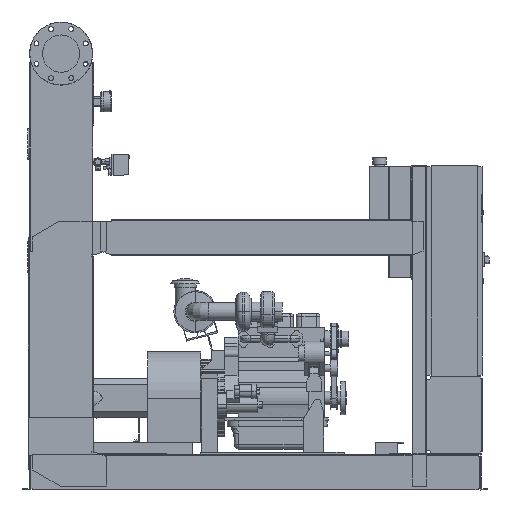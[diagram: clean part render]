
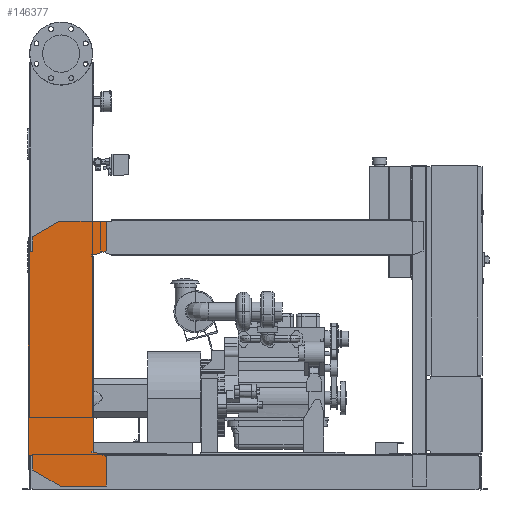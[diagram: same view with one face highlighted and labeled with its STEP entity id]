
A CAD part, front view. The second image highlights one B-rep face of the part: STEP entity #146377.
In plain terms, the highlighted free-form (B-spline) face has degree [1, 1] with [2, 2] control points.
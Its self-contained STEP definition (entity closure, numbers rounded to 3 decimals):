
#145862=CARTESIAN_POINT('',(-129.0,-463.5,1076.0));
#145863=VERTEX_POINT('',#145862);
#145870=CARTESIAN_POINT('',(-129.,-463.5,1142.986));
#145871=VERTEX_POINT('',#145870);
#145872=CARTESIAN_POINT('',(-129.0,-463.5,1076.0));
#145873=DIRECTION('',(0.0,0.0,1.0));
#145874=VECTOR('',#145873,66.986);
#145875=LINE('',#145872,#145874);
#145876=EDGE_CURVE('',#145863,#145871,#145875,.T.);
#145894=CARTESIAN_POINT('',(-6.0,-463.5,1214.0));
#145895=VERTEX_POINT('',#145894);
#145896=CARTESIAN_POINT('',(-129.,-463.5,1142.986));
#145897=DIRECTION('',(0.866,0.0,0.5));
#145898=VECTOR('',#145897,142.028);
#145899=LINE('',#145896,#145898);
#145900=EDGE_CURVE('',#145871,#145895,#145899,.T.);
#145918=CARTESIAN_POINT('',(204.,-463.5,1214.0));
#145919=VERTEX_POINT('',#145918);
#145920=CARTESIAN_POINT('',(-6.0,-463.5,1214.0));
#145921=DIRECTION('',(1.0,0.0,0.0));
#145922=VECTOR('',#145921,210.);
#145923=LINE('',#145920,#145922);
#145924=EDGE_CURVE('',#145895,#145919,#145923,.T.);
#145942=CARTESIAN_POINT('',(204.0,-463.5,1080.379));
#145943=VERTEX_POINT('',#145942);
#145944=CARTESIAN_POINT('',(204.,-463.5,1214.0));
#145945=DIRECTION('',(0.0,0.0,-1.0));
#145946=VECTOR('',#145945,133.621);
#145947=LINE('',#145944,#145946);
#145948=EDGE_CURVE('',#145919,#145943,#145947,.T.);
#145966=CARTESIAN_POINT('',(159.0,-463.5,1064.0));
#145967=VERTEX_POINT('',#145966);
#145968=CARTESIAN_POINT('',(204.0,-463.5,1080.379));
#145969=DIRECTION('',(-0.94,0.0,-0.342));
#145970=VECTOR('',#145969,47.888);
#145971=LINE('',#145968,#145970);
#145972=EDGE_CURVE('',#145943,#145967,#145971,.T.);
#145990=CARTESIAN_POINT('',(139.0,-463.5,1064.0));
#145991=VERTEX_POINT('',#145990);
#145992=CARTESIAN_POINT('',(159.0,-463.5,1064.0));
#145993=DIRECTION('',(-1.0,0.0,0.0));
#145994=VECTOR('',#145993,20.0);
#145995=LINE('',#145992,#145994);
#145996=EDGE_CURVE('',#145967,#145991,#145995,.T.);
#146014=CARTESIAN_POINT('',(139.0,-463.5,1056.0));
#146015=VERTEX_POINT('',#146014);
#146016=CARTESIAN_POINT('',(139.0,-463.5,1064.0));
#146017=DIRECTION('',(0.0,0.0,-1.0));
#146018=VECTOR('',#146017,8.0);
#146019=LINE('',#146016,#146018);
#146020=EDGE_CURVE('',#145991,#146015,#146019,.T.);
#146038=CARTESIAN_POINT('',(147.,-463.5,1056.0));
#146039=VERTEX_POINT('',#146038);
#146040=CARTESIAN_POINT('',(139.0,-463.5,1056.0));
#146041=DIRECTION('',(1.0,0.0,0.0));
#146042=VECTOR('',#146041,8.);
#146043=LINE('',#146040,#146042);
#146044=EDGE_CURVE('',#146015,#146039,#146043,.T.);
#146062=CARTESIAN_POINT('',(147.,-463.5,176.));
#146063=VERTEX_POINT('',#146062);
#146074=CARTESIAN_POINT('',(147.,-463.5,1056.0));
#146075=DIRECTION('',(0.0,0.0,-1.0));
#146076=VECTOR('',#146075,880.);
#146077=LINE('',#146074,#146076);
#146078=EDGE_CURVE('',#146039,#146063,#146077,.T.);
#146092=CARTESIAN_POINT('',(139.,-463.5,176.));
#146093=VERTEX_POINT('',#146092);
#146094=CARTESIAN_POINT('',(147.,-463.5,176.));
#146095=DIRECTION('',(-1.0,0.0,0.0));
#146096=VECTOR('',#146095,8.0);
#146097=LINE('',#146094,#146096);
#146098=EDGE_CURVE('',#146063,#146093,#146097,.T.);
#146116=CARTESIAN_POINT('',(139.,-463.5,168.));
#146117=VERTEX_POINT('',#146116);
#146118=CARTESIAN_POINT('',(139.,-463.5,176.));
#146119=DIRECTION('',(0.0,0.0,-1.0));
#146120=VECTOR('',#146119,8.0);
#146121=LINE('',#146118,#146120);
#146122=EDGE_CURVE('',#146093,#146117,#146121,.T.);
#146140=CARTESIAN_POINT('',(159.,-463.5,168.));
#146141=VERTEX_POINT('',#146140);
#146142=CARTESIAN_POINT('',(139.,-463.5,168.));
#146143=DIRECTION('',(1.0,0.0,0.0));
#146144=VECTOR('',#146143,20.0);
#146145=LINE('',#146142,#146144);
#146146=EDGE_CURVE('',#146117,#146141,#146145,.T.);
#146164=CARTESIAN_POINT('',(204.,-463.5,151.621));
#146165=VERTEX_POINT('',#146164);
#146166=CARTESIAN_POINT('',(159.,-463.5,168.));
#146167=DIRECTION('',(0.94,0.0,-0.342));
#146168=VECTOR('',#146167,47.888);
#146169=LINE('',#146166,#146168);
#146170=EDGE_CURVE('',#146141,#146165,#146169,.T.);
#146188=CARTESIAN_POINT('',(204.,-463.5,18.0));
#146189=VERTEX_POINT('',#146188);
#146190=CARTESIAN_POINT('',(204.,-463.5,151.621));
#146191=DIRECTION('',(0.0,0.0,-1.0));
#146192=VECTOR('',#146191,133.621);
#146193=LINE('',#146190,#146192);
#146194=EDGE_CURVE('',#146165,#146189,#146193,.T.);
#146212=CARTESIAN_POINT('',(-4.,-463.5,18.0));
#146213=VERTEX_POINT('',#146212);
#146214=CARTESIAN_POINT('',(204.,-463.5,18.0));
#146215=DIRECTION('',(-1.0,0.0,0.0));
#146216=VECTOR('',#146215,208.);
#146217=LINE('',#146214,#146216);
#146218=EDGE_CURVE('',#146189,#146213,#146217,.T.);
#146236=CARTESIAN_POINT('',(-129.,-463.5,90.169));
#146237=VERTEX_POINT('',#146236);
#146238=CARTESIAN_POINT('',(-4.,-463.5,18.0));
#146239=DIRECTION('',(-0.866,0.,0.5));
#146240=VECTOR('',#146239,144.338);
#146241=LINE('',#146238,#146240);
#146242=EDGE_CURVE('',#146213,#146237,#146241,.T.);
#146260=CARTESIAN_POINT('',(-129.,-463.5,156.0));
#146261=VERTEX_POINT('',#146260);
#146262=CARTESIAN_POINT('',(-129.,-463.5,90.169));
#146263=DIRECTION('',(0.0,0.0,1.0));
#146264=VECTOR('',#146263,65.831);
#146265=LINE('',#146262,#146264);
#146266=EDGE_CURVE('',#146237,#146261,#146265,.T.);
#146284=CARTESIAN_POINT('',(-149.,-463.5,156.0));
#146285=VERTEX_POINT('',#146284);
#146286=CARTESIAN_POINT('',(-129.,-463.5,156.0));
#146287=DIRECTION('',(-1.0,0.0,0.0));
#146288=VECTOR('',#146287,20.0);
#146289=LINE('',#146286,#146288);
#146290=EDGE_CURVE('',#146261,#146285,#146289,.T.);
#146308=CARTESIAN_POINT('',(-149.0,-463.5,1076.0));
#146309=VERTEX_POINT('',#146308);
#146322=CARTESIAN_POINT('',(-149.,-463.5,156.0));
#146323=DIRECTION('',(0.0,0.0,1.0));
#146324=VECTOR('',#146323,920.0);
#146325=LINE('',#146322,#146324);
#146326=EDGE_CURVE('',#146285,#146309,#146325,.T.);
#146340=CARTESIAN_POINT('',(-149.0,-463.5,1076.0));
#146341=DIRECTION('',(1.0,0.0,0.0));
#146342=VECTOR('',#146341,20.0);
#146343=LINE('',#146340,#146342);
#146344=EDGE_CURVE('',#146309,#145863,#146343,.T.);
#146350=CARTESIAN_POINT('',(-149.,-463.5,18.0));
#146351=CARTESIAN_POINT('',(204.,-463.5,18.0));
#146352=CARTESIAN_POINT('',(-149.,-463.5,1214.0));
#146353=CARTESIAN_POINT('',(204.,-463.5,1214.0));
#146354=B_SPLINE_SURFACE_WITH_KNOTS('',1,1,((#146350,#146352),(#146351,#146353)),.UNSPECIFIED.,.F.,.F.,.U.,(2,2),(2,2),(0.0,353.),(0.0,1196.0),.UNSPECIFIED.);
#146355=ORIENTED_EDGE('',*,*,#146344,.F.);
#146356=ORIENTED_EDGE('',*,*,#146326,.F.);
#146357=ORIENTED_EDGE('',*,*,#146290,.F.);
#146358=ORIENTED_EDGE('',*,*,#146266,.F.);
#146359=ORIENTED_EDGE('',*,*,#146242,.F.);
#146360=ORIENTED_EDGE('',*,*,#146218,.F.);
#146361=ORIENTED_EDGE('',*,*,#146194,.F.);
#146362=ORIENTED_EDGE('',*,*,#146170,.F.);
#146363=ORIENTED_EDGE('',*,*,#146146,.F.);
#146364=ORIENTED_EDGE('',*,*,#146122,.F.);
#146365=ORIENTED_EDGE('',*,*,#146098,.F.);
#146366=ORIENTED_EDGE('',*,*,#146078,.F.);
#146367=ORIENTED_EDGE('',*,*,#146044,.F.);
#146368=ORIENTED_EDGE('',*,*,#146020,.F.);
#146369=ORIENTED_EDGE('',*,*,#145996,.F.);
#146370=ORIENTED_EDGE('',*,*,#145972,.F.);
#146371=ORIENTED_EDGE('',*,*,#145948,.F.);
#146372=ORIENTED_EDGE('',*,*,#145924,.F.);
#146373=ORIENTED_EDGE('',*,*,#145900,.F.);
#146374=ORIENTED_EDGE('',*,*,#145876,.F.);
#146375=EDGE_LOOP('',(#146355,#146356,#146357,#146358,#146359,#146360,#146361,#146362,#146363,#146364,#146365,#146366,#146367,#146368,#146369,#146370,#146371,#146372,#146373,#146374));
#146376=FACE_OUTER_BOUND('',#146375,.T.);
#146377=ADVANCED_FACE('',(#146376),#146354,.T.);
